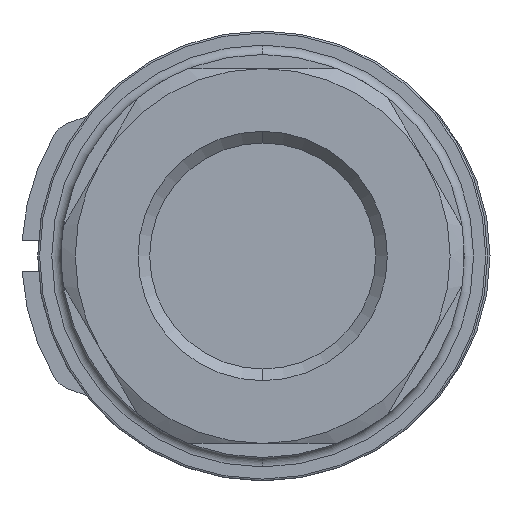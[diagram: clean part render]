
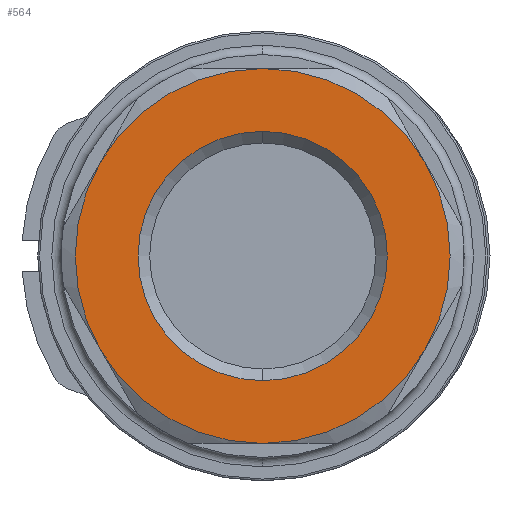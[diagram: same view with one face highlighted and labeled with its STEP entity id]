
A CAD part, left-side view. The second image highlights one B-rep face of the part: STEP entity #564.
In plain terms, the highlighted planar face has unit normal (-1, 0, 0).
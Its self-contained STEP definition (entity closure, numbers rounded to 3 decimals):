
#69 = ORIENTED_EDGE ( 'NONE', *, *, #1831, .F. ) ;
#70 = ORIENTED_EDGE ( 'NONE', *, *, #1864, .F. ) ;
#71 = ORIENTED_EDGE ( 'NONE', *, *, #1857, .F. ) ;
#72 = ORIENTED_EDGE ( 'NONE', *, *, #1859, .F. ) ;
#73 = ORIENTED_EDGE ( 'NONE', *, *, #1863, .F. ) ;
#93 = ORIENTED_EDGE ( 'NONE', *, *, #1860, .F. ) ;
#94 = ORIENTED_EDGE ( 'NONE', *, *, #1861, .F. ) ;
#95 = ORIENTED_EDGE ( 'NONE', *, *, #1862, .F. ) ;
#125 = EDGE_LOOP ( 'NONE', ( #73, #95, #94, #93, #72, #71 ) ) ;
#138 = EDGE_LOOP ( 'NONE', ( #70, #69 ) ) ;
#564 = ADVANCED_FACE ( 'NONE', ( #1168, #1169 ), #2494, .T. ) ;
#806 = CIRCLE ( 'NONE', #1546, 13.3 ) ;
#843 = CIRCLE ( 'NONE', #1559, 20. ) ;
#845 = CIRCLE ( 'NONE', #1561, 20. ) ;
#846 = CIRCLE ( 'NONE', #1562, 20. ) ;
#847 = CIRCLE ( 'NONE', #1563, 20. ) ;
#848 = CIRCLE ( 'NONE', #1564, 20. ) ;
#849 = CIRCLE ( 'NONE', #1565, 20. ) ;
#850 = CIRCLE ( 'NONE', #1566, 13.3 ) ;
#1168 = FACE_OUTER_BOUND ( 'NONE', #125, .T. ) ;
#1169 = FACE_BOUND ( 'NONE', #138, .T. ) ;
#1546 = AXIS2_PLACEMENT_3D ( 'NONE', #3435, #3436, #3437 ) ;
#1559 = AXIS2_PLACEMENT_3D ( 'NONE', #3504, #3505, #3506 ) ;
#1561 = AXIS2_PLACEMENT_3D ( 'NONE', #3510, #3511, #3512 ) ;
#1562 = AXIS2_PLACEMENT_3D ( 'NONE', #3513, #3514, #3515 ) ;
#1563 = AXIS2_PLACEMENT_3D ( 'NONE', #3516, #3517, #3518 ) ;
#1564 = AXIS2_PLACEMENT_3D ( 'NONE', #3519, #3520, #3521 ) ;
#1565 = AXIS2_PLACEMENT_3D ( 'NONE', #3522, #3523, #3524 ) ;
#1566 = AXIS2_PLACEMENT_3D ( 'NONE', #3525, #3526, #3527 ) ;
#1831 = EDGE_CURVE ( 'NONE', #2172, #2173, #806, .T. ) ;
#1857 = EDGE_CURVE ( 'NONE', #2183, #2187, #843, .T. ) ;
#1859 = EDGE_CURVE ( 'NONE', #2187, #2186, #845, .T. ) ;
#1860 = EDGE_CURVE ( 'NONE', #2186, #2185, #846, .T. ) ;
#1861 = EDGE_CURVE ( 'NONE', #2185, #2184, #847, .T. ) ;
#1862 = EDGE_CURVE ( 'NONE', #2184, #2182, #848, .T. ) ;
#1863 = EDGE_CURVE ( 'NONE', #2182, #2183, #849, .T. ) ;
#1864 = EDGE_CURVE ( 'NONE', #2173, #2172, #850, .T. ) ;
#1947 = AXIS2_PLACEMENT_3D ( 'NONE', #2495, #2496, #2497 ) ;
#2172 = VERTEX_POINT ( 'NONE', #3639 ) ;
#2173 = VERTEX_POINT ( 'NONE', #3640 ) ;
#2182 = VERTEX_POINT ( 'NONE', #3649 ) ;
#2183 = VERTEX_POINT ( 'NONE', #3650 ) ;
#2184 = VERTEX_POINT ( 'NONE', #3651 ) ;
#2185 = VERTEX_POINT ( 'NONE', #3652 ) ;
#2186 = VERTEX_POINT ( 'NONE', #3653 ) ;
#2187 = VERTEX_POINT ( 'NONE', #3654 ) ;
#2494 = PLANE ( 'NONE',  #1947 ) ;
#2495 = CARTESIAN_POINT ( 'NONE',  ( -25.6, 20., 0. ) ) ;
#2496 = DIRECTION ( 'NONE',  ( -1., 0., 0. ) ) ;
#2497 = DIRECTION ( 'NONE',  ( 0., 0., 1. ) ) ;
#3435 = CARTESIAN_POINT ( 'NONE',  ( -25.6, 0., 0. ) ) ;
#3436 = DIRECTION ( 'NONE',  ( -1., 0., 0. ) ) ;
#3437 = DIRECTION ( 'NONE',  ( 0., 0., 1. ) ) ;
#3504 = CARTESIAN_POINT ( 'NONE',  ( -25.6, 0., 0. ) ) ;
#3505 = DIRECTION ( 'NONE',  ( 1., 0., 0. ) ) ;
#3506 = DIRECTION ( 'NONE',  ( 0., 0., -1. ) ) ;
#3510 = CARTESIAN_POINT ( 'NONE',  ( -25.6, 0., 0. ) ) ;
#3511 = DIRECTION ( 'NONE',  ( 1., 0., 0. ) ) ;
#3512 = DIRECTION ( 'NONE',  ( 0., 0., -1. ) ) ;
#3513 = CARTESIAN_POINT ( 'NONE',  ( -25.6, 0., 0. ) ) ;
#3514 = DIRECTION ( 'NONE',  ( 1., 0., 0. ) ) ;
#3515 = DIRECTION ( 'NONE',  ( 0., 0., -1. ) ) ;
#3516 = CARTESIAN_POINT ( 'NONE',  ( -25.6, 0., 0. ) ) ;
#3517 = DIRECTION ( 'NONE',  ( 1., 0., 0. ) ) ;
#3518 = DIRECTION ( 'NONE',  ( 0., 0., -1. ) ) ;
#3519 = CARTESIAN_POINT ( 'NONE',  ( -25.6, 0., 0. ) ) ;
#3520 = DIRECTION ( 'NONE',  ( 1., 0., 0. ) ) ;
#3521 = DIRECTION ( 'NONE',  ( 0., 0., -1. ) ) ;
#3522 = CARTESIAN_POINT ( 'NONE',  ( -25.6, 0., 0. ) ) ;
#3523 = DIRECTION ( 'NONE',  ( 1., 0., 0. ) ) ;
#3524 = DIRECTION ( 'NONE',  ( 0., 0., -1. ) ) ;
#3525 = CARTESIAN_POINT ( 'NONE',  ( -25.6, 0., 0. ) ) ;
#3526 = DIRECTION ( 'NONE',  ( -1., 0., 0. ) ) ;
#3527 = DIRECTION ( 'NONE',  ( 0., 0., 1. ) ) ;
#3639 = CARTESIAN_POINT ( 'NONE',  ( -25.6, 0., -13.3 ) ) ;
#3640 = CARTESIAN_POINT ( 'NONE',  ( -25.6, 0., 13.3 ) ) ;
#3649 = CARTESIAN_POINT ( 'NONE',  ( -25.6, 0., -20. ) ) ;
#3650 = CARTESIAN_POINT ( 'NONE',  ( -25.6, 17.321, -10. ) ) ;
#3651 = CARTESIAN_POINT ( 'NONE',  ( -25.6, -17.321, -10. ) ) ;
#3652 = CARTESIAN_POINT ( 'NONE',  ( -25.6, -17.321, 10. ) ) ;
#3653 = CARTESIAN_POINT ( 'NONE',  ( -25.6, 0., 20. ) ) ;
#3654 = CARTESIAN_POINT ( 'NONE',  ( -25.6, 17.321, 10. ) ) ;
